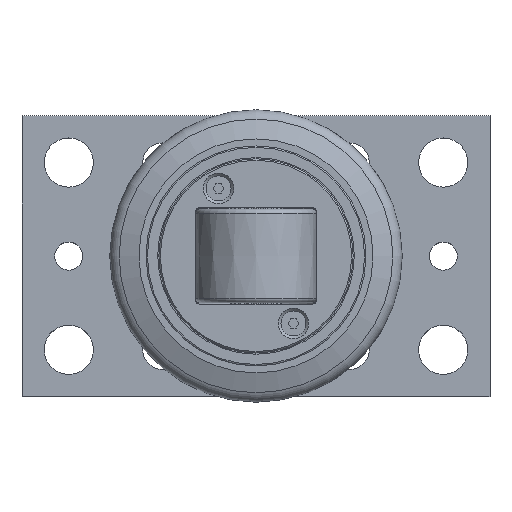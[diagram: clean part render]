
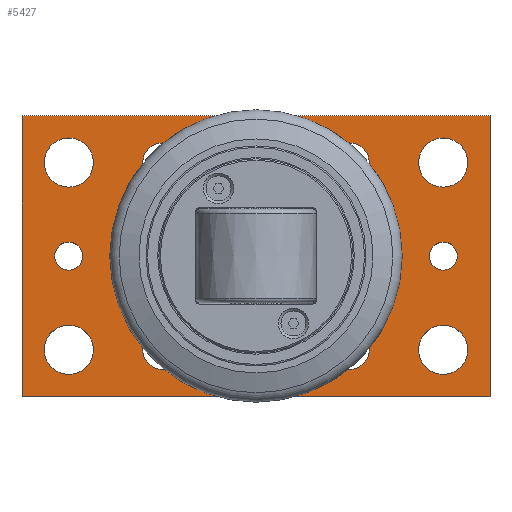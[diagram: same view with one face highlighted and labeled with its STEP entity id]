
A CAD part, top view. The second image highlights one B-rep face of the part: STEP entity #5427.
In plain terms, the highlighted planar face has unit normal (0, 0, 1).
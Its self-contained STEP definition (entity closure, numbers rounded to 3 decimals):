
#77=FACE_BOUND('',#778,.T.);
#78=FACE_BOUND('',#779,.T.);
#79=FACE_BOUND('',#780,.T.);
#80=FACE_BOUND('',#781,.T.);
#81=FACE_BOUND('',#782,.T.);
#82=FACE_BOUND('',#783,.T.);
#83=FACE_BOUND('',#784,.T.);
#84=FACE_BOUND('',#785,.T.);
#85=FACE_BOUND('',#786,.T.);
#86=FACE_BOUND('',#787,.T.);
#87=FACE_BOUND('',#788,.T.);
#241=PLANE('',#5914);
#484=FACE_OUTER_BOUND('',#777,.T.);
#777=EDGE_LOOP('',(#4572,#4573,#4574,#4575));
#778=EDGE_LOOP('',(#4576));
#779=EDGE_LOOP('',(#4577,#4578));
#780=EDGE_LOOP('',(#4579,#4580));
#781=EDGE_LOOP('',(#4581,#4582));
#782=EDGE_LOOP('',(#4583,#4584));
#783=EDGE_LOOP('',(#4585));
#784=EDGE_LOOP('',(#4586));
#785=EDGE_LOOP('',(#4587));
#786=EDGE_LOOP('',(#4588));
#787=EDGE_LOOP('',(#4589));
#788=EDGE_LOOP('',(#4590));
#1287=LINE('',#8999,#1779);
#1288=LINE('',#9001,#1780);
#1289=LINE('',#9003,#1781);
#1290=LINE('',#9004,#1782);
#1779=VECTOR('',#7251,10.);
#1780=VECTOR('',#7252,10.);
#1781=VECTOR('',#7253,10.);
#1782=VECTOR('',#7254,10.);
#2065=CIRCLE('',#5915,20.5);
#2066=CIRCLE('',#5916,4.188);
#2067=CIRCLE('',#5917,4.188);
#2068=CIRCLE('',#5918,4.188);
#2069=CIRCLE('',#5919,4.188);
#2070=CIRCLE('',#5920,4.188);
#2071=CIRCLE('',#5921,4.188);
#2072=CIRCLE('',#5922,4.188);
#2073=CIRCLE('',#5923,4.188);
#2074=CIRCLE('',#5924,5.25);
#2075=CIRCLE('',#5925,5.25);
#2076=CIRCLE('',#5926,5.25);
#2077=CIRCLE('',#5927,5.25);
#2078=CIRCLE('',#5928,3.);
#2079=CIRCLE('',#5929,3.);
#2561=VERTEX_POINT('',#8997);
#2562=VERTEX_POINT('',#8998);
#2563=VERTEX_POINT('',#9000);
#2564=VERTEX_POINT('',#9002);
#2565=VERTEX_POINT('',#9005);
#2566=VERTEX_POINT('',#9007);
#2567=VERTEX_POINT('',#9008);
#2568=VERTEX_POINT('',#9011);
#2569=VERTEX_POINT('',#9012);
#2570=VERTEX_POINT('',#9015);
#2571=VERTEX_POINT('',#9016);
#2572=VERTEX_POINT('',#9019);
#2573=VERTEX_POINT('',#9020);
#2574=VERTEX_POINT('',#9023);
#2575=VERTEX_POINT('',#9025);
#2576=VERTEX_POINT('',#9027);
#2577=VERTEX_POINT('',#9029);
#2578=VERTEX_POINT('',#9031);
#2579=VERTEX_POINT('',#9033);
#3282=EDGE_CURVE('',#2561,#2562,#1287,.T.);
#3283=EDGE_CURVE('',#2563,#2561,#1288,.T.);
#3284=EDGE_CURVE('',#2564,#2563,#1289,.T.);
#3285=EDGE_CURVE('',#2562,#2564,#1290,.T.);
#3286=EDGE_CURVE('',#2565,#2565,#2065,.T.);
#3287=EDGE_CURVE('',#2566,#2567,#2066,.T.);
#3288=EDGE_CURVE('',#2567,#2566,#2067,.T.);
#3289=EDGE_CURVE('',#2568,#2569,#2068,.T.);
#3290=EDGE_CURVE('',#2569,#2568,#2069,.T.);
#3291=EDGE_CURVE('',#2570,#2571,#2070,.T.);
#3292=EDGE_CURVE('',#2571,#2570,#2071,.T.);
#3293=EDGE_CURVE('',#2572,#2573,#2072,.T.);
#3294=EDGE_CURVE('',#2573,#2572,#2073,.T.);
#3295=EDGE_CURVE('',#2574,#2574,#2074,.T.);
#3296=EDGE_CURVE('',#2575,#2575,#2075,.T.);
#3297=EDGE_CURVE('',#2576,#2576,#2076,.T.);
#3298=EDGE_CURVE('',#2577,#2577,#2077,.T.);
#3299=EDGE_CURVE('',#2578,#2578,#2078,.T.);
#3300=EDGE_CURVE('',#2579,#2579,#2079,.T.);
#4572=ORIENTED_EDGE('',*,*,#3282,.F.);
#4573=ORIENTED_EDGE('',*,*,#3283,.F.);
#4574=ORIENTED_EDGE('',*,*,#3284,.F.);
#4575=ORIENTED_EDGE('',*,*,#3285,.F.);
#4576=ORIENTED_EDGE('',*,*,#3286,.T.);
#4577=ORIENTED_EDGE('',*,*,#3287,.T.);
#4578=ORIENTED_EDGE('',*,*,#3288,.T.);
#4579=ORIENTED_EDGE('',*,*,#3289,.T.);
#4580=ORIENTED_EDGE('',*,*,#3290,.T.);
#4581=ORIENTED_EDGE('',*,*,#3291,.T.);
#4582=ORIENTED_EDGE('',*,*,#3292,.T.);
#4583=ORIENTED_EDGE('',*,*,#3293,.T.);
#4584=ORIENTED_EDGE('',*,*,#3294,.T.);
#4585=ORIENTED_EDGE('',*,*,#3295,.T.);
#4586=ORIENTED_EDGE('',*,*,#3296,.T.);
#4587=ORIENTED_EDGE('',*,*,#3297,.T.);
#4588=ORIENTED_EDGE('',*,*,#3298,.T.);
#4589=ORIENTED_EDGE('',*,*,#3299,.T.);
#4590=ORIENTED_EDGE('',*,*,#3300,.T.);
#5427=ADVANCED_FACE('',(#484,#77,#78,#79,#80,#81,#82,#83,#84,#85,#86,#87),
#241,.T.);
#5914=AXIS2_PLACEMENT_3D('',#8996,#7249,#7250);
#5915=AXIS2_PLACEMENT_3D('',#9006,#7255,#7256);
#5916=AXIS2_PLACEMENT_3D('',#9009,#7257,#7258);
#5917=AXIS2_PLACEMENT_3D('',#9010,#7259,#7260);
#5918=AXIS2_PLACEMENT_3D('',#9013,#7261,#7262);
#5919=AXIS2_PLACEMENT_3D('',#9014,#7263,#7264);
#5920=AXIS2_PLACEMENT_3D('',#9017,#7265,#7266);
#5921=AXIS2_PLACEMENT_3D('',#9018,#7267,#7268);
#5922=AXIS2_PLACEMENT_3D('',#9021,#7269,#7270);
#5923=AXIS2_PLACEMENT_3D('',#9022,#7271,#7272);
#5924=AXIS2_PLACEMENT_3D('',#9024,#7273,#7274);
#5925=AXIS2_PLACEMENT_3D('',#9026,#7275,#7276);
#5926=AXIS2_PLACEMENT_3D('',#9028,#7277,#7278);
#5927=AXIS2_PLACEMENT_3D('',#9030,#7279,#7280);
#5928=AXIS2_PLACEMENT_3D('',#9032,#7281,#7282);
#5929=AXIS2_PLACEMENT_3D('',#9034,#7283,#7284);
#7249=DIRECTION('center_axis',(0.,0.,1.));
#7250=DIRECTION('ref_axis',(1.,0.,0.));
#7251=DIRECTION('',(0.,1.,0.));
#7252=DIRECTION('',(-1.,0.,0.));
#7253=DIRECTION('',(0.,-1.,0.));
#7254=DIRECTION('',(1.,0.,0.));
#7255=DIRECTION('center_axis',(0.,0.,-1.));
#7256=DIRECTION('ref_axis',(0.,1.,0.));
#7257=DIRECTION('center_axis',(0.,0.,-1.));
#7258=DIRECTION('ref_axis',(1.,0.,0.));
#7259=DIRECTION('center_axis',(0.,0.,-1.));
#7260=DIRECTION('ref_axis',(1.,0.,0.));
#7261=DIRECTION('center_axis',(0.,0.,-1.));
#7262=DIRECTION('ref_axis',(1.,0.,0.));
#7263=DIRECTION('center_axis',(0.,0.,-1.));
#7264=DIRECTION('ref_axis',(1.,0.,0.));
#7265=DIRECTION('center_axis',(0.,0.,-1.));
#7266=DIRECTION('ref_axis',(1.,0.,0.));
#7267=DIRECTION('center_axis',(0.,0.,-1.));
#7268=DIRECTION('ref_axis',(1.,0.,0.));
#7269=DIRECTION('center_axis',(0.,0.,-1.));
#7270=DIRECTION('ref_axis',(1.,0.,0.));
#7271=DIRECTION('center_axis',(0.,0.,-1.));
#7272=DIRECTION('ref_axis',(1.,0.,0.));
#7273=DIRECTION('center_axis',(0.,0.,-1.));
#7274=DIRECTION('ref_axis',(-1.,0.,0.));
#7275=DIRECTION('center_axis',(0.,0.,-1.));
#7276=DIRECTION('ref_axis',(-1.,0.,0.));
#7277=DIRECTION('center_axis',(0.,0.,-1.));
#7278=DIRECTION('ref_axis',(-1.,0.,0.));
#7279=DIRECTION('center_axis',(0.,0.,-1.));
#7280=DIRECTION('ref_axis',(-1.,0.,0.));
#7281=DIRECTION('center_axis',(0.,0.,-1.));
#7282=DIRECTION('ref_axis',(-1.,0.,0.));
#7283=DIRECTION('center_axis',(0.,0.,-1.));
#7284=DIRECTION('ref_axis',(-1.,0.,0.));
#8996=CARTESIAN_POINT('Origin',(50.,30.,10.));
#8997=CARTESIAN_POINT('',(0.,0.,10.));
#8998=CARTESIAN_POINT('',(0.,60.,10.));
#8999=CARTESIAN_POINT('',(0.,60.,10.));
#9000=CARTESIAN_POINT('',(100.,0.,10.));
#9001=CARTESIAN_POINT('',(0.,0.,10.));
#9002=CARTESIAN_POINT('',(100.,60.,10.));
#9003=CARTESIAN_POINT('',(100.,0.,10.));
#9004=CARTESIAN_POINT('',(100.,60.,10.));
#9005=CARTESIAN_POINT('',(50.,9.5,10.));
#9006=CARTESIAN_POINT('Origin',(50.,30.,10.));
#9007=CARTESIAN_POINT('',(34.188,10.,10.));
#9008=CARTESIAN_POINT('',(25.812,10.,10.));
#9009=CARTESIAN_POINT('Origin',(30.,10.,10.));
#9010=CARTESIAN_POINT('Origin',(30.,10.,10.));
#9011=CARTESIAN_POINT('',(74.188,10.,10.));
#9012=CARTESIAN_POINT('',(65.812,10.,10.));
#9013=CARTESIAN_POINT('Origin',(70.,10.,10.));
#9014=CARTESIAN_POINT('Origin',(70.,10.,10.));
#9015=CARTESIAN_POINT('',(74.188,50.,10.));
#9016=CARTESIAN_POINT('',(65.812,50.,10.));
#9017=CARTESIAN_POINT('Origin',(70.,50.,10.));
#9018=CARTESIAN_POINT('Origin',(70.,50.,10.));
#9019=CARTESIAN_POINT('',(34.188,50.,10.));
#9020=CARTESIAN_POINT('',(25.812,50.,10.));
#9021=CARTESIAN_POINT('Origin',(30.,50.,10.));
#9022=CARTESIAN_POINT('Origin',(30.,50.,10.));
#9023=CARTESIAN_POINT('',(95.25,50.,10.));
#9024=CARTESIAN_POINT('Origin',(90.,50.,10.));
#9025=CARTESIAN_POINT('',(15.25,10.,10.));
#9026=CARTESIAN_POINT('Origin',(10.,10.,10.));
#9027=CARTESIAN_POINT('',(15.25,50.,10.));
#9028=CARTESIAN_POINT('Origin',(10.,50.,10.));
#9029=CARTESIAN_POINT('',(95.25,10.,10.));
#9030=CARTESIAN_POINT('Origin',(90.,10.,10.));
#9031=CARTESIAN_POINT('',(93.,30.,10.));
#9032=CARTESIAN_POINT('Origin',(90.,30.,10.));
#9033=CARTESIAN_POINT('',(13.,30.,10.));
#9034=CARTESIAN_POINT('Origin',(10.,30.,10.));
